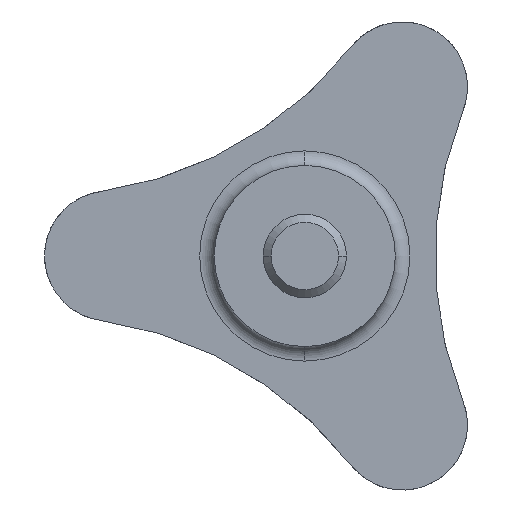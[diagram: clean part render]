
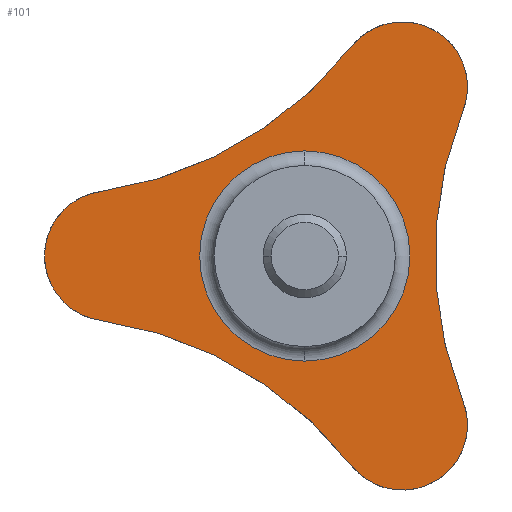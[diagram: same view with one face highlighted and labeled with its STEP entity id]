
A CAD part, front view. The second image highlights one B-rep face of the part: STEP entity #101.
In plain terms, the highlighted planar face has unit normal (0, -1, 0).
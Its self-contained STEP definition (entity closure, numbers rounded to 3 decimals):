
#101 = ADVANCED_FACE( '', ( #157, #158 ), #159, .T. );
#157 = FACE_OUTER_BOUND( '', #215, .T. );
#158 = FACE_BOUND( '', #216, .T. );
#159 = PLANE( '', #217 );
#215 = EDGE_LOOP( '', ( #408, #409, #410, #411, #412, #413, #414, #415, #416 ) );
#216 = EDGE_LOOP( '', ( #417, #418, #419 ) );
#217 = AXIS2_PLACEMENT_3D( '', #420, #421, #422 );
#408 = ORIENTED_EDGE( '', *, *, #483, .T. );
#409 = ORIENTED_EDGE( '', *, *, #475, .T. );
#410 = ORIENTED_EDGE( '', *, *, #463, .T. );
#411 = ORIENTED_EDGE( '', *, *, #467, .T. );
#412 = ORIENTED_EDGE( '', *, *, #492, .T. );
#413 = ORIENTED_EDGE( '', *, *, #489, .T. );
#414 = ORIENTED_EDGE( '', *, *, #472, .T. );
#415 = ORIENTED_EDGE( '', *, *, #494, .T. );
#416 = ORIENTED_EDGE( '', *, *, #480, .T. );
#417 = ORIENTED_EDGE( '', *, *, #503, .T. );
#418 = ORIENTED_EDGE( '', *, *, #442, .T. );
#419 = ORIENTED_EDGE( '', *, *, #504, .T. );
#420 = CARTESIAN_POINT( '', ( 17.55, 14., 0. ) );
#421 = DIRECTION( '', ( 0., -1., 0. ) );
#422 = DIRECTION( '', ( -1., 0., 0. ) );
#442 = EDGE_CURVE( '', #506, #512, #514, .T. );
#463 = EDGE_CURVE( '', #551, #549, #552, .T. );
#467 = EDGE_CURVE( '', #549, #557, #559, .T. );
#472 = EDGE_CURVE( '', #523, #566, #568, .T. );
#475 = EDGE_CURVE( '', #572, #551, #573, .T. );
#480 = EDGE_CURVE( '', #582, #580, #583, .T. );
#483 = EDGE_CURVE( '', #580, #572, #587, .T. );
#489 = EDGE_CURVE( '', #597, #523, #598, .T. );
#492 = EDGE_CURVE( '', #557, #597, #601, .T. );
#494 = EDGE_CURVE( '', #566, #582, #603, .T. );
#503 = EDGE_CURVE( '', #612, #506, #613, .T. );
#504 = EDGE_CURVE( '', #512, #612, #614, .T. );
#506 = VERTEX_POINT( '', #616 );
#512 = VERTEX_POINT( '', #622 );
#514 = CIRCLE( '', #624, 10.1 );
#523 = VERTEX_POINT( '', #635 );
#549 = VERTEX_POINT( '', #697 );
#551 = VERTEX_POINT( '', #716 );
#552 = CIRCLE( '', #717, 6.25 );
#557 = VERTEX_POINT( '', #728 );
#559 = CIRCLE( '', #731, 6.25 );
#566 = VERTEX_POINT( '', #769 );
#568 = CIRCLE( '', #772, 6.25 );
#572 = VERTEX_POINT( '', #800 );
#573 = CIRCLE( '', #801, 37.5 );
#580 = VERTEX_POINT( '', #823 );
#582 = VERTEX_POINT( '', #842 );
#583 = CIRCLE( '', #843, 6.25 );
#587 = CIRCLE( '', #853, 6.25 );
#597 = VERTEX_POINT( '', #920 );
#598 = CIRCLE( '', #921, 6.25 );
#601 = CIRCLE( '', #940, 37.5 );
#603 = CIRCLE( '', #957, 37.5 );
#612 = VERTEX_POINT( '', #966 );
#613 = CIRCLE( '', #967, 10.1 );
#614 = CIRCLE( '', #968, 10.1 );
#616 = CARTESIAN_POINT( '', ( 0., 14., -10.1 ) );
#622 = CARTESIAN_POINT( '', ( 0., 14., 10.1 ) );
#624 = AXIS2_PLACEMENT_3D( '', #981, #982, #983 );
#635 = CARTESIAN_POINT( '', ( -25., 14., 0. ) );
#697 = CARTESIAN_POINT( '', ( 12.5, 14., 21.651 ) );
#716 = CARTESIAN_POINT( '', ( 15.179, 14., 13.918 ) );
#717 = AXIS2_PLACEMENT_3D( '', #1018, #1019, #1020 );
#728 = CARTESIAN_POINT( '', ( 4.464, 14., 20.104 ) );
#731 = AXIS2_PLACEMENT_3D( '', #1023, #1024, #1025 );
#769 = CARTESIAN_POINT( '', ( -19.643, 14., -6.186 ) );
#772 = AXIS2_PLACEMENT_3D( '', #1027, #1028, #1029 );
#800 = CARTESIAN_POINT( '', ( 15.179, 14., -13.918 ) );
#801 = AXIS2_PLACEMENT_3D( '', #1030, #1031, #1032 );
#823 = CARTESIAN_POINT( '', ( 12.5, 14., -21.651 ) );
#842 = CARTESIAN_POINT( '', ( 4.464, 14., -20.104 ) );
#843 = AXIS2_PLACEMENT_3D( '', #1034, #1035, #1036 );
#853 = AXIS2_PLACEMENT_3D( '', #1038, #1039, #1040 );
#920 = CARTESIAN_POINT( '', ( -19.643, 14., 6.186 ) );
#921 = AXIS2_PLACEMENT_3D( '', #1041, #1042, #1043 );
#940 = AXIS2_PLACEMENT_3D( '', #1045, #1046, #1047 );
#957 = AXIS2_PLACEMENT_3D( '', #1048, #1049, #1050 );
#966 = CARTESIAN_POINT( '', ( 10.1, 14., 0. ) );
#967 = AXIS2_PLACEMENT_3D( '', #1075, #1076, #1077 );
#968 = AXIS2_PLACEMENT_3D( '', #1078, #1079, #1080 );
#981 = CARTESIAN_POINT( '', ( 0., 14., 0. ) );
#982 = DIRECTION( '', ( 0., 1., 0. ) );
#983 = DIRECTION( '', ( 1., 0., 0. ) );
#1018 = CARTESIAN_POINT( '', ( 9.375, 14., 16.238 ) );
#1019 = DIRECTION( '', ( 0., -1., 0. ) );
#1020 = DIRECTION( '', ( -0.786, 0., 0.619 ) );
#1023 = CARTESIAN_POINT( '', ( 9.375, 14., 16.238 ) );
#1024 = DIRECTION( '', ( 0., -1., 0. ) );
#1025 = DIRECTION( '', ( -0.786, 0., 0.619 ) );
#1027 = CARTESIAN_POINT( '', ( -18.75, 14., 0. ) );
#1028 = DIRECTION( '', ( 0., -1., 0. ) );
#1029 = DIRECTION( '', ( -0.143, 0., -0.99 ) );
#1030 = CARTESIAN_POINT( '', ( 50., 14., 0. ) );
#1031 = DIRECTION( '', ( 0., 1., 0. ) );
#1032 = DIRECTION( '', ( -0.929, 0., 0.371 ) );
#1034 = CARTESIAN_POINT( '', ( 9.375, 14., -16.238 ) );
#1035 = DIRECTION( '', ( 0., -1., 0. ) );
#1036 = DIRECTION( '', ( 0.929, 0., 0.371 ) );
#1038 = CARTESIAN_POINT( '', ( 9.375, 14., -16.238 ) );
#1039 = DIRECTION( '', ( 0., -1., 0. ) );
#1040 = DIRECTION( '', ( 0.929, 0., 0.371 ) );
#1041 = CARTESIAN_POINT( '', ( -18.75, 14., 0. ) );
#1042 = DIRECTION( '', ( 0., -1., 0. ) );
#1043 = DIRECTION( '', ( -0.143, 0., -0.99 ) );
#1045 = CARTESIAN_POINT( '', ( -25., 14., 43.301 ) );
#1046 = DIRECTION( '', ( 0., 1., 0. ) );
#1047 = DIRECTION( '', ( 0.143, 0., -0.99 ) );
#1048 = CARTESIAN_POINT( '', ( -25., 14., -43.301 ) );
#1049 = DIRECTION( '', ( 0., 1., 0. ) );
#1050 = DIRECTION( '', ( 0.786, 0., 0.619 ) );
#1075 = CARTESIAN_POINT( '', ( 0., 14., 0. ) );
#1076 = DIRECTION( '', ( 0., 1., 0. ) );
#1077 = DIRECTION( '', ( 1., 0., 0. ) );
#1078 = CARTESIAN_POINT( '', ( 0., 14., 0. ) );
#1079 = DIRECTION( '', ( 0., 1., 0. ) );
#1080 = DIRECTION( '', ( 1., 0., 0. ) );
